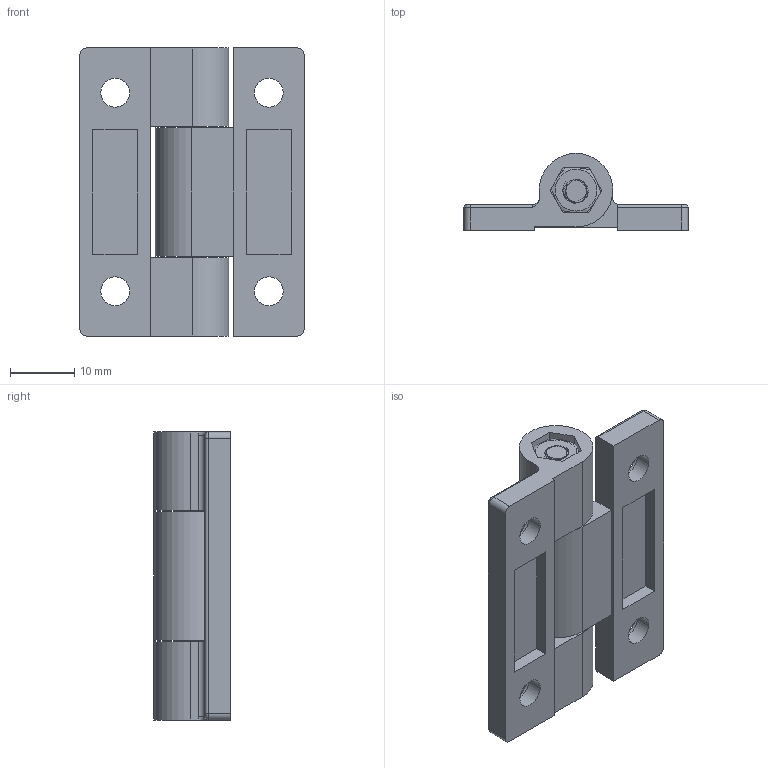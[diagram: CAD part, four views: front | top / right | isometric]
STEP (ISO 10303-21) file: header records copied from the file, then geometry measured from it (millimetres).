
FILE_DESCRIPTION(/* description */ (''),/* implementation_level */ '2;1');
FILE_NAME(/* name */ 'H-TC4535.stp',/* time_stamp */ '2025-04-30T12:38:56+09:00',/* author */ ('user'),/* organization */ (''),/* preprocessor_version */ 'ST-DEVELOPER v15.6',/* originating_system */ 'Autodesk Inventor 2015',/* authorisation */ '');
FILE_SCHEMA (('AUTOMOTIVE_DESIGN { 1 0 10303 214 3 1 1 }'));
Products named in the file (5): H-TC4535_L; H-TC4535_N; H-TC4535_P; H-TC4535_R; H-TC4535
Bounding box: 35 x 12 x 45 mm (x, y, z)
Volume: 7892.6 mm3; surface area: 7020.2 mm2
Topology: 4 solids, 4 shells, 114 faces, 486 edges, 390 vertices
Faces by surface type: plane 68, cylinder 32, bspline 10, torus 4
Full cylindrical faces by diameter (mm): 4 x3, 4.5 x4, 7 x1, 7.5 x4
Entity records: 30420 total; most frequent: CARTESIAN_POINT 26625, ORIENTED_EDGE 944, DIRECTION 528, EDGE_CURVE 472, VERTEX_POINT 390, B_SPLINE_CURVE_WITH_KNOTS 243, AXIS2_PLACEMENT_3D 187, EDGE_LOOP 154
